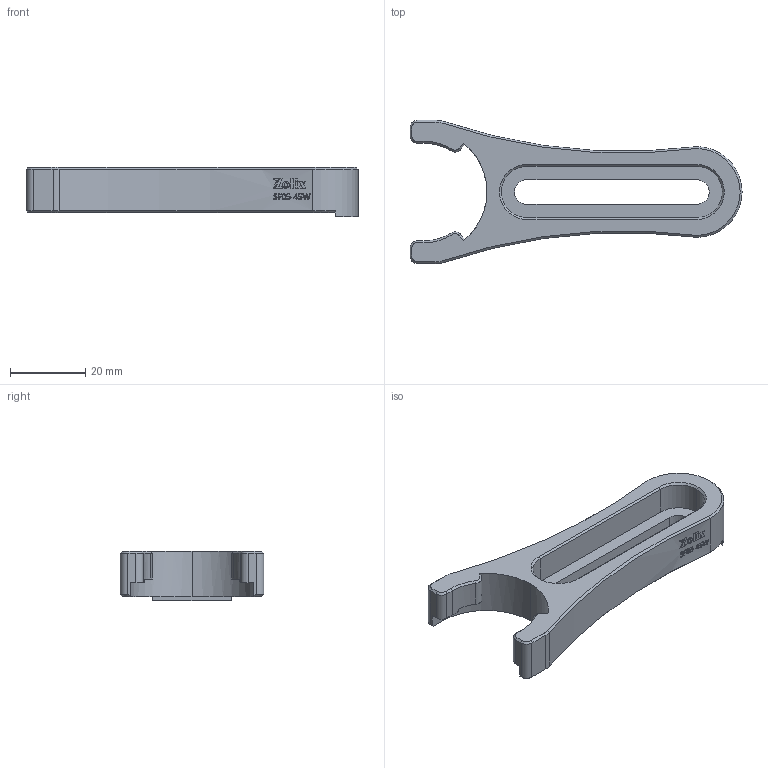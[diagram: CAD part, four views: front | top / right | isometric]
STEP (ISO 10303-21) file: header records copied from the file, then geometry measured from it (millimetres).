
FILE_DESCRIPTION (( 'STEP AP203' ), '1' );
FILE_NAME ('SF05-45W.STEP', '2025-07-22T01:27:28', ( '' ), ( '' ), 'SwSTEP 2.0', 'SolidWorks 2020', '' );
FILE_SCHEMA (( 'CONFIG_CONTROL_DESIGN' ));
Length unit declared in the file: millimetre
Products named in the file (1): SF05-45W
Bounding box: 88 x 38 x 13 mm (x, y, z)
Volume: 13811 mm3; surface area: 7490.3 mm2
Topology: 1 solids, 1 shells, 380 faces, 1033 edges, 677 vertices
Faces by surface type: bspline 227, plane 80, cylinder 49, cone 24
Entity records: 19322 total; most frequent: CARTESIAN_POINT 11890, ORIENTED_EDGE 2066, EDGE_CURVE 1033, B_SPLINE_CURVE_WITH_KNOTS 815, VERTEX_POINT 677, DIRECTION 606, EDGE_LOOP 404, FACE_OUTER_BOUND 380
